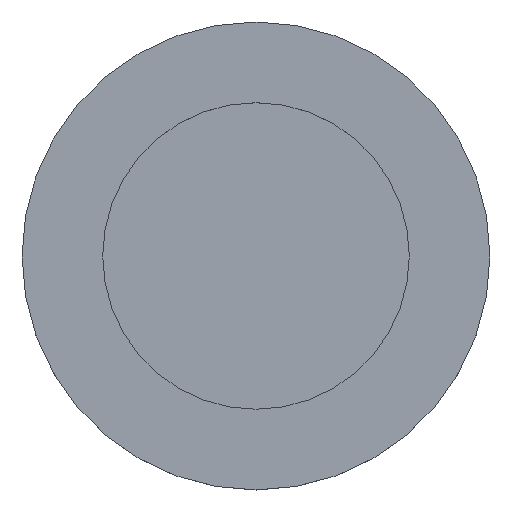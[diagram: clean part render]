
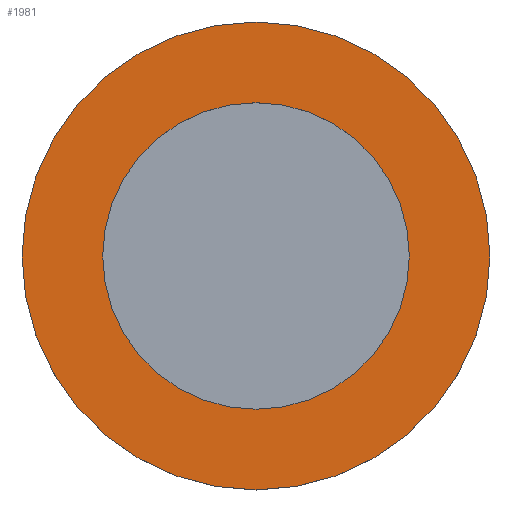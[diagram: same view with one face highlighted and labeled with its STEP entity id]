
A CAD part, top view. The second image highlights one B-rep face of the part: STEP entity #1981.
In plain terms, the highlighted planar face has unit normal (0, 0, 1).
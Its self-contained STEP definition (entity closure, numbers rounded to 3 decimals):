
#17=FACE_BOUND('',#297,.T.);
#85=CIRCLE('',#2157,14.5);
#86=CIRCLE('',#2158,14.5);
#95=CIRCLE('',#2173,9.5);
#96=CIRCLE('',#2174,9.5);
#195=FACE_OUTER_BOUND('',#296,.T.);
#296=EDGE_LOOP('',(#1784,#1785));
#297=EDGE_LOOP('',(#1786,#1787));
#909=VERTEX_POINT('',#3289);
#910=VERTEX_POINT('',#3291);
#919=VERTEX_POINT('',#3318);
#920=VERTEX_POINT('',#3320);
#1195=EDGE_CURVE('',#909,#910,#85,.T.);
#1196=EDGE_CURVE('',#910,#909,#86,.T.);
#1208=EDGE_CURVE('',#920,#919,#95,.T.);
#1209=EDGE_CURVE('',#919,#920,#96,.T.);
#1784=ORIENTED_EDGE('',*,*,#1196,.F.);
#1785=ORIENTED_EDGE('',*,*,#1195,.F.);
#1786=ORIENTED_EDGE('',*,*,#1208,.T.);
#1787=ORIENTED_EDGE('',*,*,#1209,.T.);
#1882=PLANE('',#2175);
#1981=ADVANCED_FACE('',(#195,#17),#1882,.T.);
#2157=AXIS2_PLACEMENT_3D('',#3292,#2699,#2700);
#2158=AXIS2_PLACEMENT_3D('',#3293,#2701,#2702);
#2173=AXIS2_PLACEMENT_3D('',#3321,#2734,#2735);
#2174=AXIS2_PLACEMENT_3D('',#3322,#2736,#2737);
#2175=AXIS2_PLACEMENT_3D('',#3323,#2738,#2739);
#2699=DIRECTION('center_axis',(0.,0.,-1.));
#2700=DIRECTION('ref_axis',(-1.,0.,0.));
#2701=DIRECTION('center_axis',(0.,0.,-1.));
#2702=DIRECTION('ref_axis',(-1.,0.,0.));
#2734=DIRECTION('center_axis',(0.,0.,-1.));
#2735=DIRECTION('ref_axis',(-1.,0.,0.));
#2736=DIRECTION('center_axis',(0.,0.,-1.));
#2737=DIRECTION('ref_axis',(-1.,0.,0.));
#2738=DIRECTION('center_axis',(0.,0.,1.));
#2739=DIRECTION('ref_axis',(1.,0.,0.));
#3289=CARTESIAN_POINT('',(14.5,0.,0.));
#3291=CARTESIAN_POINT('',(-14.5,0.,0.));
#3292=CARTESIAN_POINT('Origin',(0.,0.,0.));
#3293=CARTESIAN_POINT('Origin',(0.,0.,0.));
#3318=CARTESIAN_POINT('',(9.5,0.,0.));
#3320=CARTESIAN_POINT('',(-9.5,0.,0.));
#3321=CARTESIAN_POINT('Origin',(0.,0.,0.));
#3322=CARTESIAN_POINT('Origin',(0.,0.,0.));
#3323=CARTESIAN_POINT('Origin',(-12.,0.,0.));
